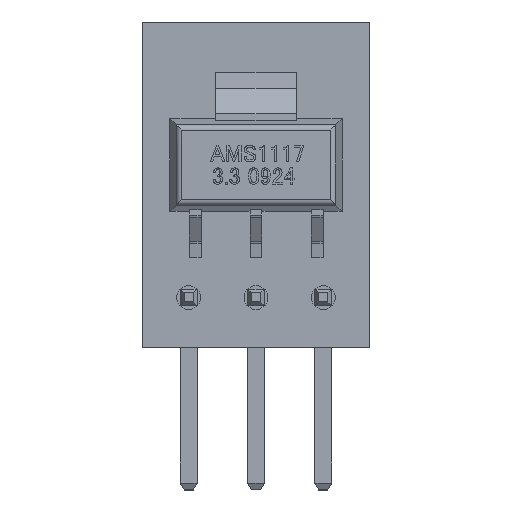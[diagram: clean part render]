
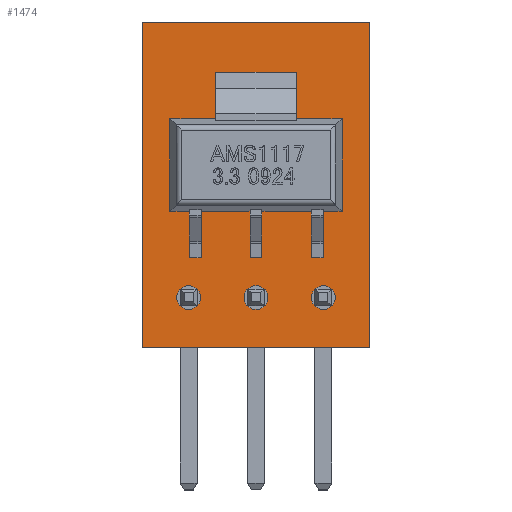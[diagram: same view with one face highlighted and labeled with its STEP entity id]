
A CAD part, top view. The second image highlights one B-rep face of the part: STEP entity #1474.
In plain terms, the highlighted planar face has unit normal (0, 0, 1).
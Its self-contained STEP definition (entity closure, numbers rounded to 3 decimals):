
#1474=ADVANCED_FACE('',(#2749,#2750,#2751,#2752),#2093,.F.);
#2093=PLANE('',#12209);
#2523=CIRCLE('',#12206,0.45);
#2524=CIRCLE('',#12207,0.45);
#2525=CIRCLE('',#12208,0.45);
#2749=FACE_BOUND('',#2827,.T.);
#2750=FACE_BOUND('',#2828,.T.);
#2751=FACE_BOUND('',#2829,.T.);
#2752=FACE_BOUND('',#2830,.T.);
#2827=EDGE_LOOP('',(#3842));
#2828=EDGE_LOOP('',(#3843));
#2829=EDGE_LOOP('',(#3844));
#2830=EDGE_LOOP('',(#3845,#3846,#3847,#3848));
#3842=ORIENTED_EDGE('',*,*,#8302,.T.);
#3843=ORIENTED_EDGE('',*,*,#8303,.T.);
#3844=ORIENTED_EDGE('',*,*,#8304,.T.);
#3845=ORIENTED_EDGE('',*,*,#8295,.F.);
#3846=ORIENTED_EDGE('',*,*,#8301,.F.);
#3847=ORIENTED_EDGE('',*,*,#8299,.F.);
#3848=ORIENTED_EDGE('',*,*,#8297,.F.);
#7164=VERTEX_POINT('',#16034);
#7165=VERTEX_POINT('',#16036);
#7166=VERTEX_POINT('',#16040);
#7167=VERTEX_POINT('',#16044);
#7168=VERTEX_POINT('',#16050);
#7169=VERTEX_POINT('',#16052);
#7170=VERTEX_POINT('',#16054);
#8295=EDGE_CURVE('',#7164,#7165,#9951,.T.);
#8297=EDGE_CURVE('',#7165,#7166,#9953,.T.);
#8299=EDGE_CURVE('',#7166,#7167,#9955,.T.);
#8301=EDGE_CURVE('',#7167,#7164,#9957,.T.);
#8302=EDGE_CURVE('',#7168,#7168,#2523,.T.);
#8303=EDGE_CURVE('',#7169,#7169,#2524,.T.);
#8304=EDGE_CURVE('',#7170,#7170,#2525,.T.);
#9951=LINE('',#16035,#11093);
#9953=LINE('',#16039,#11095);
#9955=LINE('',#16043,#11097);
#9957=LINE('',#16047,#11099);
#11093=VECTOR('',#13063,1.);
#11095=VECTOR('',#13067,1.);
#11097=VECTOR('',#13071,1.);
#11099=VECTOR('',#13075,1.);
#12206=AXIS2_PLACEMENT_3D('',#16049,#13078,#13079);
#12207=AXIS2_PLACEMENT_3D('',#16051,#13080,#13081);
#12208=AXIS2_PLACEMENT_3D('',#16053,#13082,#13083);
#12209=AXIS2_PLACEMENT_3D('',#16055,#13084,#13085);
#13063=DIRECTION('',(0.,1.,0.));
#13067=DIRECTION('',(1.,0.,0.));
#13071=DIRECTION('',(0.,-1.,0.));
#13075=DIRECTION('',(-1.,0.,0.));
#13078=DIRECTION('',(0.,0.,-1.));
#13079=DIRECTION('',(-1.,0.,0.));
#13080=DIRECTION('',(0.,0.,-1.));
#13081=DIRECTION('',(-1.,0.,0.));
#13082=DIRECTION('',(0.,0.,-1.));
#13083=DIRECTION('',(-1.,0.,0.));
#13084=DIRECTION('',(0.,0.,-1.));
#13085=DIRECTION('',(-1.,0.,0.));
#16034=CARTESIAN_POINT('',(-4.3,0.,1.4));
#16035=CARTESIAN_POINT('',(-4.3,0.,1.4));
#16036=CARTESIAN_POINT('',(-4.3,12.3,1.4));
#16039=CARTESIAN_POINT('',(-4.3,12.3,1.4));
#16040=CARTESIAN_POINT('',(4.3,12.3,1.4));
#16043=CARTESIAN_POINT('',(4.3,12.3,1.4));
#16044=CARTESIAN_POINT('',(4.3,0.,1.4));
#16047=CARTESIAN_POINT('',(4.3,0.,1.4));
#16049=CARTESIAN_POINT('',(2.54,1.9,1.4));
#16050=CARTESIAN_POINT('',(2.09,1.9,1.4));
#16051=CARTESIAN_POINT('',(0.,1.9,1.4));
#16052=CARTESIAN_POINT('',(-0.45,1.9,1.4));
#16053=CARTESIAN_POINT('',(-2.54,1.9,1.4));
#16054=CARTESIAN_POINT('',(-2.99,1.9,1.4));
#16055=CARTESIAN_POINT('',(0.,0.,1.4));
